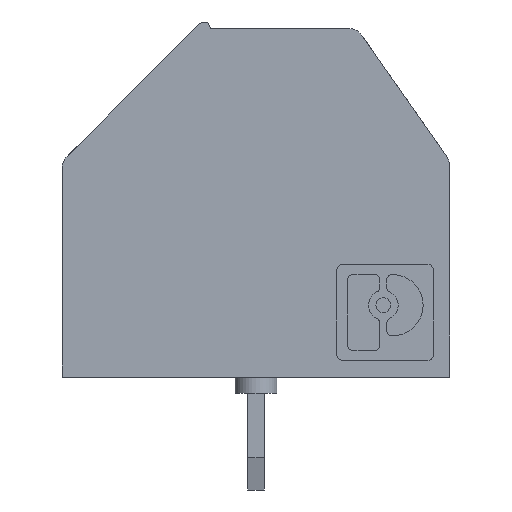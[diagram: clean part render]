
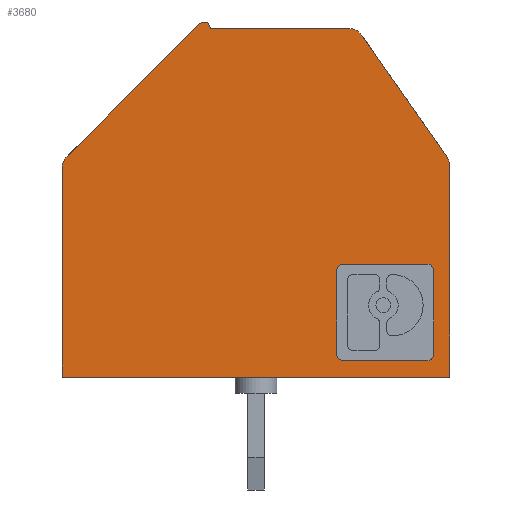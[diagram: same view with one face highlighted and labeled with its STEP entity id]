
A CAD part, left-side view. The second image highlights one B-rep face of the part: STEP entity #3680.
In plain terms, the highlighted face is planar.
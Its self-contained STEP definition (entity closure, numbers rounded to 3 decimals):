
#1100=CARTESIAN_POINT('',(40.692,14.838,-8.12));
#1110=VERTEX_POINT('',#1100);
#1140=CARTESIAN_POINT('',(40.692,14.838,-8.12));
#1150=DIRECTION('',(0.574,0.819,0.));
#1160=VECTOR('',#1150,1.);
#1170=LINE('',#1140,#1160);
#1180=CARTESIAN_POINT('',(43.323,18.596,-8.12));
#1190=VERTEX_POINT('',#1180);
#1200=EDGE_CURVE('',#1110,#1190,#1170,.T.);
#1750=CARTESIAN_POINT('',(43.733,18.309,-8.12));
#1760=DIRECTION('',(0.,0.,-1.));
#1770=DIRECTION('',(-0.819,0.574,0.));
#1780=AXIS2_PLACEMENT_3D('',#1750,#1760,#1770);
#1790=CIRCLE('',#1780,0.5);
#1800=CARTESIAN_POINT('',(43.733,18.809,-8.12));
#1810=VERTEX_POINT('',#1800);
#1820=EDGE_CURVE('',#1190,#1810,#1790,.T.);
#2050=CARTESIAN_POINT('',(43.733,18.809,-8.12));
#2060=DIRECTION('',(1.,0.,0.));
#2070=VECTOR('',#2060,1.);
#2080=LINE('',#2050,#2070);
#2090=CARTESIAN_POINT('',(48.019,18.809,-8.12));
#2100=VERTEX_POINT('',#2090);
#2110=EDGE_CURVE('',#1810,#2100,#2080,.T.);
#2310=CARTESIAN_POINT('',(0.,0.,-8.12));
#2320=DIRECTION('',(0.,0.,1.));
#2330=DIRECTION('',(1.,0.,0.));
#2340=AXIS2_PLACEMENT_3D('',#2310,#2320,#2330);
#2350=PLANE('',#2340);
#2360=CARTESIAN_POINT('',(41.101,14.551,-8.12));
#2370=DIRECTION('',(0.,0.,-1.));
#2380=DIRECTION('',(-1.,0.,0.));
#2390=AXIS2_PLACEMENT_3D('',#2360,#2370,#2380);
#2400=CIRCLE('',#2390,0.5);
#2410=CARTESIAN_POINT('',(40.601,14.551,-8.12));
#2420=VERTEX_POINT('',#2410);
#2430=EDGE_CURVE('',#2420,#1110,#2400,.T.);
#2440=ORIENTED_EDGE('',*,*,#2430,.T.);
#2450=CARTESIAN_POINT('',(40.601,8.009,-8.12));
#2460=DIRECTION('',(0.,1.,0.));
#2470=VECTOR('',#2460,1.);
#2480=LINE('',#2450,#2470);
#2490=CARTESIAN_POINT('',(40.601,8.009,-8.12));
#2500=VERTEX_POINT('',#2490);
#2510=EDGE_CURVE('',#2500,#2420,#2480,.T.);
#2520=ORIENTED_EDGE('',*,*,#2510,.T.);
#2530=CARTESIAN_POINT('',(52.601,8.009,-8.12));
#2540=DIRECTION('',(-1.,0.,0.));
#2550=VECTOR('',#2540,1.);
#2560=LINE('',#2530,#2550);
#2570=CARTESIAN_POINT('',(52.601,8.009,-8.12));
#2580=VERTEX_POINT('',#2570);
#2590=EDGE_CURVE('',#2580,#2500,#2560,.T.);
#2600=ORIENTED_EDGE('',*,*,#2590,.T.);
#2610=CARTESIAN_POINT('',(52.601,14.502,-8.12));
#2620=DIRECTION('',(0.,-1.,0.));
#2630=VECTOR('',#2620,1.);
#2640=LINE('',#2610,#2630);
#2650=CARTESIAN_POINT('',(52.601,14.502,-8.12));
#2660=VERTEX_POINT('',#2650);
#2670=EDGE_CURVE('',#2660,#2580,#2640,.T.);
#2680=ORIENTED_EDGE('',*,*,#2670,.T.);
#2690=CARTESIAN_POINT('',(52.101,14.502,-8.12));
#2700=DIRECTION('',(0.,0.,-1.));
#2710=DIRECTION('',(0.707,0.707,0.));
#2720=AXIS2_PLACEMENT_3D('',#2690,#2700,#2710);
#2730=CIRCLE('',#2720,0.5);
#2740=CARTESIAN_POINT('',(52.455,14.855,-8.12));
#2750=VERTEX_POINT('',#2740);
#2760=EDGE_CURVE('',#2750,#2660,#2730,.T.);
#2770=ORIENTED_EDGE('',*,*,#2760,.T.);
#2780=CARTESIAN_POINT('',(48.36,18.95,-8.12));
#2790=DIRECTION('',(0.707,-0.707,0.));
#2800=VECTOR('',#2790,1.);
#2810=LINE('',#2780,#2800);
#2820=CARTESIAN_POINT('',(48.36,18.95,-8.12));
#2830=VERTEX_POINT('',#2820);
#2840=EDGE_CURVE('',#2830,#2750,#2810,.T.);
#2850=ORIENTED_EDGE('',*,*,#2840,.T.);
#2860=CARTESIAN_POINT('',(48.219,18.809,-8.12));
#2870=DIRECTION('',(0.,0.,-1.));
#2880=DIRECTION('',(-1.,0.,0.));
#2890=AXIS2_PLACEMENT_3D('',#2860,#2870,#2880);
#2900=CIRCLE('',#2890,0.2);
#2910=EDGE_CURVE('',#2100,#2830,#2900,.T.);
#2920=ORIENTED_EDGE('',*,*,#2910,.T.);
#2930=ORIENTED_EDGE('',*,*,#2110,.T.);
#2940=ORIENTED_EDGE('',*,*,#1820,.T.);
#2950=ORIENTED_EDGE('',*,*,#1200,.T.);
#2960=EDGE_LOOP('',(#2950,#2940,#2930,#2920,#2850,#2770,#2680,#2600,
#2520,#2440));
#2970=FACE_OUTER_BOUND('',#2960,.T.);
#2980=CARTESIAN_POINT('',(41.312,11.509,-8.12));
#2990=DIRECTION('',(1.,0.,0.));
#3000=VECTOR('',#2990,1.);
#3010=LINE('',#2980,#3000);
#3020=CARTESIAN_POINT('',(41.312,11.509,-8.12));
#3030=VERTEX_POINT('',#3020);
#3040=CARTESIAN_POINT('',(43.891,11.509,-8.12));
#3050=VERTEX_POINT('',#3040);
#3060=EDGE_CURVE('',#3030,#3050,#3010,.T.);
#3070=ORIENTED_EDGE('',*,*,#3060,.F.);
#3080=CARTESIAN_POINT('',(43.891,11.298,-8.12));
#3090=DIRECTION('',(0.,0.,1.));
#3100=DIRECTION('',(1.,0.,0.));
#3110=AXIS2_PLACEMENT_3D('',#3080,#3090,#3100);
#3120=CIRCLE('',#3110,0.211);
#3130=CARTESIAN_POINT('',(44.101,11.298,-8.12));
#3140=VERTEX_POINT('',#3130);
#3150=EDGE_CURVE('',#3140,#3050,#3120,.T.);
#3160=ORIENTED_EDGE('',*,*,#3150,.T.);
#3170=CARTESIAN_POINT('',(44.101,11.298,-8.12));
#3180=DIRECTION('',(0.,-1.,0.));
#3190=VECTOR('',#3180,1.);
#3200=LINE('',#3170,#3190);
#3210=CARTESIAN_POINT('',(44.101,8.72,-8.12));
#3220=VERTEX_POINT('',#3210);
#3230=EDGE_CURVE('',#3140,#3220,#3200,.T.);
#3240=ORIENTED_EDGE('',*,*,#3230,.F.);
#3250=CARTESIAN_POINT('',(43.891,8.72,-8.12));
#3260=DIRECTION('',(0.,0.,1.));
#3270=DIRECTION('',(0.,-1.,0.));
#3280=AXIS2_PLACEMENT_3D('',#3250,#3260,#3270);
#3290=CIRCLE('',#3280,0.211);
#3300=CARTESIAN_POINT('',(43.891,8.509,-8.12));
#3310=VERTEX_POINT('',#3300);
#3320=EDGE_CURVE('',#3310,#3220,#3290,.T.);
#3330=ORIENTED_EDGE('',*,*,#3320,.T.);
#3340=CARTESIAN_POINT('',(41.312,8.509,-8.12));
#3350=DIRECTION('',(1.,0.,0.));
#3360=VECTOR('',#3350,1.);
#3370=LINE('',#3340,#3360);
#3380=CARTESIAN_POINT('',(41.312,8.509,-8.12));
#3390=VERTEX_POINT('',#3380);
#3400=EDGE_CURVE('',#3390,#3310,#3370,.T.);
#3410=ORIENTED_EDGE('',*,*,#3400,.T.);
#3420=CARTESIAN_POINT('',(41.312,8.72,-8.12));
#3430=DIRECTION('',(0.,0.,1.));
#3440=DIRECTION('',(-1.,0.,0.));
#3450=AXIS2_PLACEMENT_3D('',#3420,#3430,#3440);
#3460=CIRCLE('',#3450,0.211);
#3470=CARTESIAN_POINT('',(41.101,8.72,-8.12));
#3480=VERTEX_POINT('',#3470);
#3490=EDGE_CURVE('',#3480,#3390,#3460,.T.);
#3500=ORIENTED_EDGE('',*,*,#3490,.T.);
#3510=CARTESIAN_POINT('',(41.101,8.72,-8.12));
#3520=DIRECTION('',(0.,1.,0.));
#3530=VECTOR('',#3520,1.);
#3540=LINE('',#3510,#3530);
#3550=CARTESIAN_POINT('',(41.101,11.298,-8.12));
#3560=VERTEX_POINT('',#3550);
#3570=EDGE_CURVE('',#3480,#3560,#3540,.T.);
#3580=ORIENTED_EDGE('',*,*,#3570,.F.);
#3590=CARTESIAN_POINT('',(41.312,11.298,-8.12));
#3600=DIRECTION('',(0.,0.,1.));
#3610=DIRECTION('',(0.,1.,0.));
#3620=AXIS2_PLACEMENT_3D('',#3590,#3600,#3610);
#3630=CIRCLE('',#3620,0.211);
#3640=EDGE_CURVE('',#3030,#3560,#3630,.T.);
#3650=ORIENTED_EDGE('',*,*,#3640,.T.);
#3660=EDGE_LOOP('',(#3650,#3580,#3500,#3410,#3330,#3240,#3160,#3070));
#3670=FACE_BOUND('',#3660,.T.);
#3680=ADVANCED_FACE('',(#2970,#3670),#2350,.F.);
